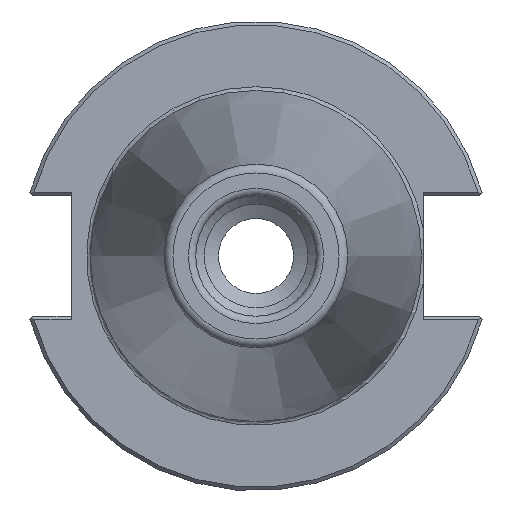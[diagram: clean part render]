
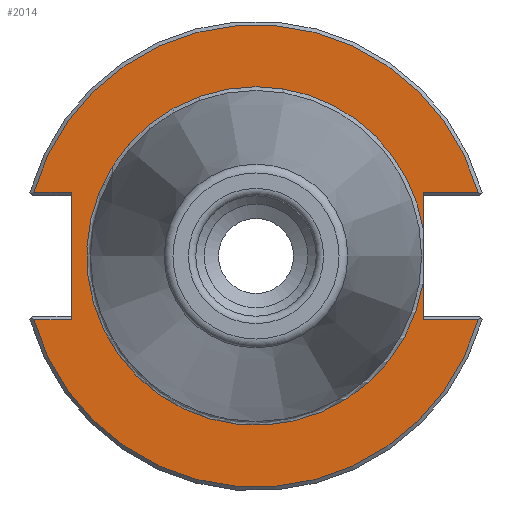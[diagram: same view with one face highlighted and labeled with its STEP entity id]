
A CAD part, left-side view. The second image highlights one B-rep face of the part: STEP entity #2014.
In plain terms, the highlighted planar face has unit normal (-1, 0, 0).
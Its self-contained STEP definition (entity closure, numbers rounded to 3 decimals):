
#73=CIRCLE('',#2130,31.275);
#85=CIRCLE('',#2157,31.275);
#86=CIRCLE('',#2158,22.9);
#87=CIRCLE('',#2159,22.9);
#273=FACE_OUTER_BOUND('',#383,.T.);
#383=EDGE_LOOP('',(#1403,#1404,#1405,#1406,#1407,#1408,#1409,#1410,#1411,
#1412,#1413));
#492=LINE('',#3072,#599);
#517=LINE('',#3271,#624);
#519=LINE('',#3277,#626);
#520=LINE('',#3279,#627);
#521=LINE('',#3280,#628);
#522=LINE('',#3282,#629);
#523=LINE('',#3287,#630);
#599=VECTOR('',#2411,10.);
#624=VECTOR('',#2482,10.);
#626=VECTOR('',#2488,10.);
#627=VECTOR('',#2489,10.);
#628=VECTOR('',#2490,10.);
#629=VECTOR('',#2491,10.);
#630=VECTOR('',#2496,10.);
#757=VERTEX_POINT('',#3052);
#758=VERTEX_POINT('',#3056);
#762=VERTEX_POINT('',#3070);
#809=VERTEX_POINT('',#3266);
#810=VERTEX_POINT('',#3270);
#811=VERTEX_POINT('',#3274);
#812=VERTEX_POINT('',#3276);
#813=VERTEX_POINT('',#3278);
#814=VERTEX_POINT('',#3281);
#815=VERTEX_POINT('',#3283);
#816=VERTEX_POINT('',#3285);
#985=EDGE_CURVE('',#757,#758,#73,.T.);
#991=EDGE_CURVE('',#762,#757,#492,.T.);
#1051=EDGE_CURVE('',#809,#810,#517,.T.);
#1053=EDGE_CURVE('',#811,#809,#85,.T.);
#1054=EDGE_CURVE('',#812,#811,#519,.T.);
#1055=EDGE_CURVE('',#812,#813,#520,.T.);
#1056=EDGE_CURVE('',#758,#813,#521,.T.);
#1057=EDGE_CURVE('',#762,#814,#522,.T.);
#1058=EDGE_CURVE('',#814,#815,#86,.T.);
#1059=EDGE_CURVE('',#815,#816,#87,.T.);
#1060=EDGE_CURVE('',#816,#810,#523,.T.);
#1403=ORIENTED_EDGE('',*,*,#1051,.F.);
#1404=ORIENTED_EDGE('',*,*,#1053,.F.);
#1405=ORIENTED_EDGE('',*,*,#1054,.F.);
#1406=ORIENTED_EDGE('',*,*,#1055,.T.);
#1407=ORIENTED_EDGE('',*,*,#1056,.F.);
#1408=ORIENTED_EDGE('',*,*,#985,.F.);
#1409=ORIENTED_EDGE('',*,*,#991,.F.);
#1410=ORIENTED_EDGE('',*,*,#1057,.T.);
#1411=ORIENTED_EDGE('',*,*,#1058,.T.);
#1412=ORIENTED_EDGE('',*,*,#1059,.T.);
#1413=ORIENTED_EDGE('',*,*,#1060,.T.);
#1962=PLANE('',#2156);
#2014=ADVANCED_FACE('',(#273),#1962,.T.);
#2130=AXIS2_PLACEMENT_3D('',#3057,#2403,#2404);
#2156=AXIS2_PLACEMENT_3D('',#3273,#2484,#2485);
#2157=AXIS2_PLACEMENT_3D('',#3275,#2486,#2487);
#2158=AXIS2_PLACEMENT_3D('',#3284,#2492,#2493);
#2159=AXIS2_PLACEMENT_3D('',#3286,#2494,#2495);
#2403=DIRECTION('center_axis',(1.,0.,0.));
#2404=DIRECTION('ref_axis',(0.,0.,-1.));
#2411=DIRECTION('',(0.,-1.,0.));
#2482=DIRECTION('',(0.,1.,0.));
#2484=DIRECTION('center_axis',(-1.,0.,0.));
#2485=DIRECTION('ref_axis',(0.,0.,1.));
#2486=DIRECTION('center_axis',(1.,0.,0.));
#2487=DIRECTION('ref_axis',(0.,0.,-1.));
#2488=DIRECTION('',(0.,1.,0.));
#2489=DIRECTION('',(0.,0.,-1.));
#2490=DIRECTION('',(0.,-1.,0.));
#2491=DIRECTION('',(0.,0.,1.));
#2492=DIRECTION('center_axis',(1.,0.,0.));
#2493=DIRECTION('ref_axis',(0.,0.,-1.));
#2494=DIRECTION('center_axis',(1.,0.,0.));
#2495=DIRECTION('ref_axis',(0.,0.,-1.));
#2496=DIRECTION('',(0.,0.,1.));
#3052=CARTESIAN_POINT('',(3.175,-30.055,-8.65));
#3056=CARTESIAN_POINT('',(3.175,30.055,-8.65));
#3057=CARTESIAN_POINT('Origin',(3.175,0.,0.));
#3070=CARTESIAN_POINT('',(3.175,-22.6,-8.65));
#3072=CARTESIAN_POINT('',(3.175,4.337,-8.65));
#3266=CARTESIAN_POINT('',(3.175,-30.055,8.65));
#3270=CARTESIAN_POINT('',(3.175,-22.6,8.65));
#3271=CARTESIAN_POINT('',(3.175,-6.051,8.65));
#3273=CARTESIAN_POINT('Origin',(3.175,31.275,0.));
#3274=CARTESIAN_POINT('',(3.175,30.055,8.65));
#3275=CARTESIAN_POINT('Origin',(3.175,0.,0.));
#3276=CARTESIAN_POINT('',(3.175,25.,8.65));
#3277=CARTESIAN_POINT('',(3.175,28.137,8.65));
#3278=CARTESIAN_POINT('',(3.175,25.,-8.65));
#3279=CARTESIAN_POINT('',(3.175,25.,-4.075));
#3280=CARTESIAN_POINT('',(3.175,36.28,-8.65));
#3281=CARTESIAN_POINT('',(3.175,-22.6,-3.694));
#3282=CARTESIAN_POINT('',(3.175,-22.6,4.075));
#3283=CARTESIAN_POINT('',(3.175,0.,22.9));
#3284=CARTESIAN_POINT('Origin',(3.175,0.,0.));
#3285=CARTESIAN_POINT('',(3.175,-22.6,3.694));
#3286=CARTESIAN_POINT('Origin',(3.175,0.,0.));
#3287=CARTESIAN_POINT('',(3.175,-22.6,4.075));
